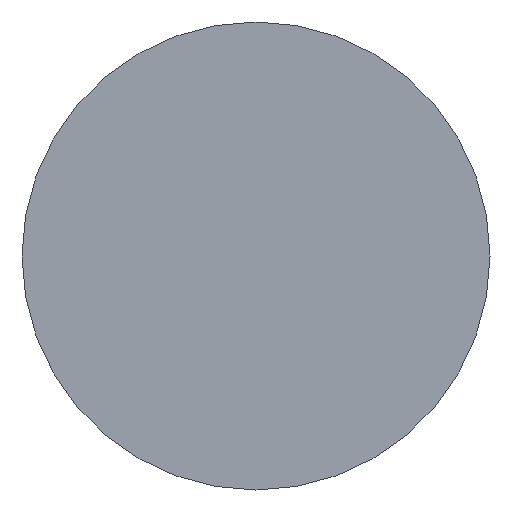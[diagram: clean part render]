
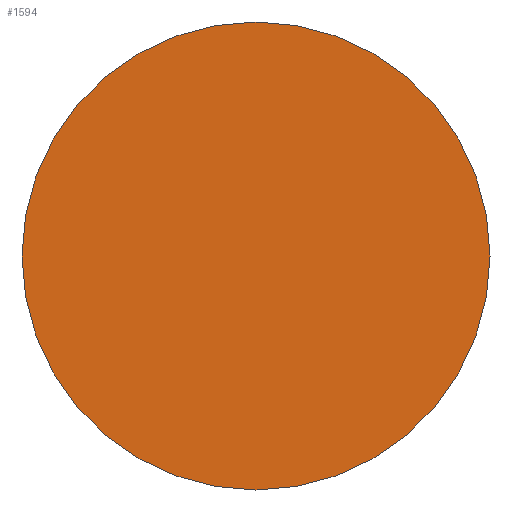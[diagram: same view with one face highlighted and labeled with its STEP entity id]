
A CAD part, left-side view. The second image highlights one B-rep face of the part: STEP entity #1594.
In plain terms, the highlighted planar face has unit normal (-1, 0, 0).
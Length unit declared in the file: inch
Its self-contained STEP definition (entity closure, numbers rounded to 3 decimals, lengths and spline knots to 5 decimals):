
#295 = EDGE_CURVE ( 'NONE', #1077, #1096, #298, .T. ) ;
#298 = CIRCLE ( 'NONE', #2489, 3.5 ) ;
#395 = AXIS2_PLACEMENT_3D ( 'NONE', #2883, #1382, #2925 ) ;
#473 = CARTESIAN_POINT ( 'NONE',  ( 0., 0., 3.5 ) ) ;
#550 = DIRECTION ( 'NONE',  ( -1., 0., 0. ) ) ;
#772 = CARTESIAN_POINT ( 'NONE',  ( 0., 0., -3.5 ) ) ;
#1003 = EDGE_CURVE ( 'NONE', #1096, #1077, #1498, .T. ) ;
#1077 = VERTEX_POINT ( 'NONE', #772 ) ;
#1096 = VERTEX_POINT ( 'NONE', #473 ) ;
#1363 = DIRECTION ( 'NONE',  ( -1., 0., 0. ) ) ;
#1382 = DIRECTION ( 'NONE',  ( 1., 0., 0. ) ) ;
#1478 = DIRECTION ( 'NONE',  ( 0., 0., 1. ) ) ;
#1490 = ORIENTED_EDGE ( 'NONE', *, *, #295, .T. ) ;
#1498 = CIRCLE ( 'NONE', #1993, 3.5 ) ;
#1594 = ADVANCED_FACE ( 'NONE', ( #3796 ), #1678, .F. ) ;
#1678 = PLANE ( 'NONE',  #395 ) ;
#1993 = AXIS2_PLACEMENT_3D ( 'NONE', #2537, #1363, #3537 ) ;
#2000 = ORIENTED_EDGE ( 'NONE', *, *, #1003, .T. ) ;
#2084 = CARTESIAN_POINT ( 'NONE',  ( 0., 0., 0. ) ) ;
#2403 = EDGE_LOOP ( 'NONE', ( #2000, #1490 ) ) ;
#2489 = AXIS2_PLACEMENT_3D ( 'NONE', #2084, #550, #1478 ) ;
#2537 = CARTESIAN_POINT ( 'NONE',  ( 0., 0., 0. ) ) ;
#2883 = CARTESIAN_POINT ( 'NONE',  ( 0., 3.5, 0. ) ) ;
#2925 = DIRECTION ( 'NONE',  ( 0., 0., -1. ) ) ;
#3537 = DIRECTION ( 'NONE',  ( 0., 0., 1. ) ) ;
#3796 = FACE_OUTER_BOUND ( 'NONE', #2403, .T. ) ;
